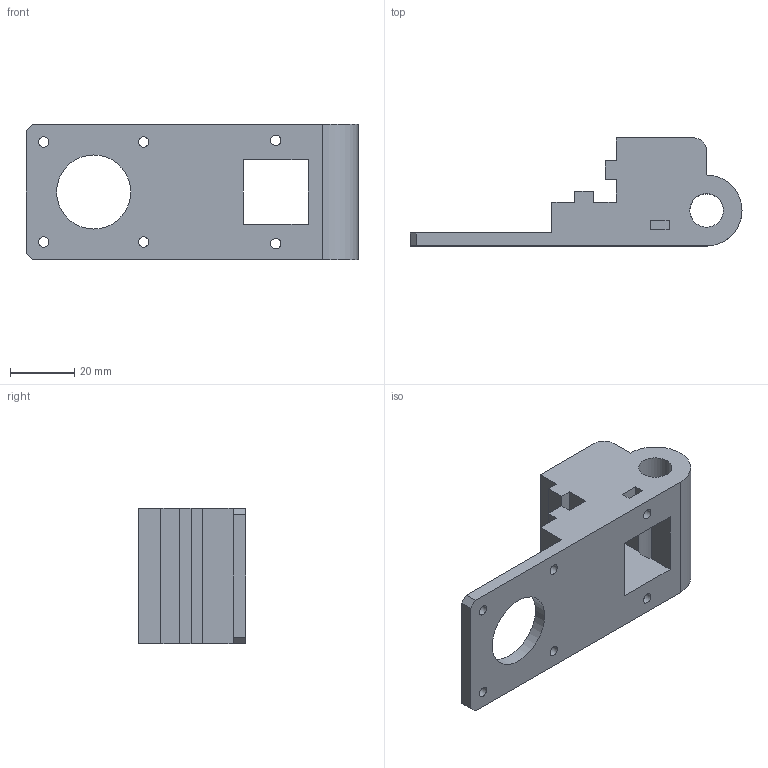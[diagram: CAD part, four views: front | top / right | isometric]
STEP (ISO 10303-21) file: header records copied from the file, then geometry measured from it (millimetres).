
FILE_DESCRIPTION(('FreeCAD Model'),'2;1');
FILE_NAME('Open CASCADE Shape Model','2023-02-20T16:33:26',('Author'),( ''),'Open CASCADE STEP processor 7.5','FreeCAD','Unknown');
FILE_SCHEMA(('AUTOMOTIVE_DESIGN { 1 0 10303 214 1 1 1 1 }'));
Length unit declared in the file: millimetre
Products named in the file (1): Fusion218
Bounding box: 103 x 33.5 x 42 mm (x, y, z)
Volume: 46051.1 mm3; surface area: 19050.6 mm2
Topology: 1 solids, 1 shells, 60 faces, 153 edges, 102 vertices
Faces by surface type: plane 41, cylinder 19
Full cylindrical faces by diameter (mm): 2.8 x4, 3.2 x8, 4.2 x1, 8.1 x2, 10.4 x1, 23 x1
Entity records: 3928 total; most frequent: CARTESIAN_POINT 736, DIRECTION 597, LINE 373, VECTOR 373, ORIENTED_EDGE 306, PCURVE 306, DEFINITIONAL_REPRESENTATION 306, EDGE_CURVE 153
